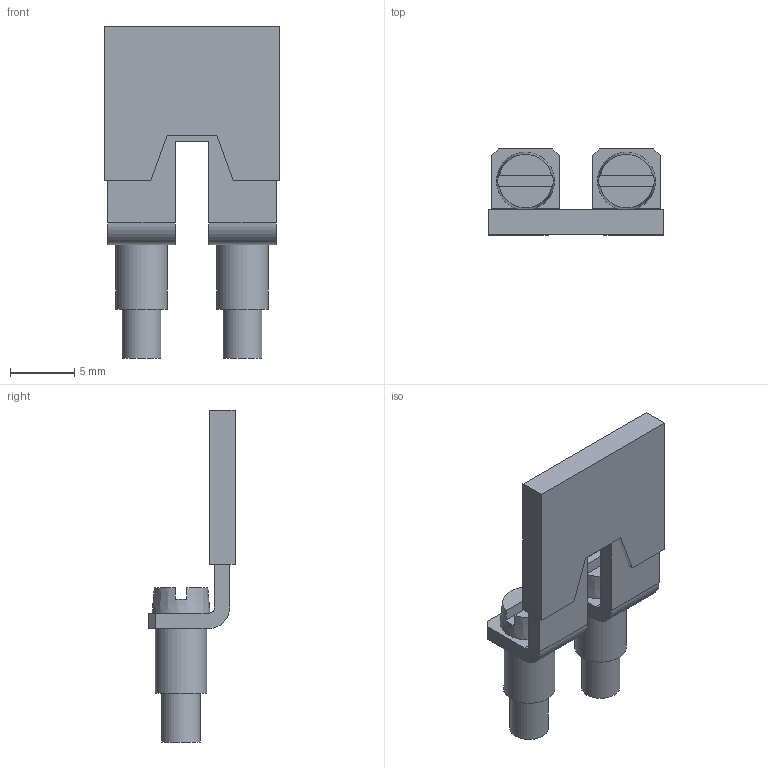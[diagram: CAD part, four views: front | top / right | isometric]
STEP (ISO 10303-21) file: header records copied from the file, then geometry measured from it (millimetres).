
FILE_DESCRIPTION(/* description */ (''),/* implementation_level */ '2;1');
FILE_NAME(/* name */ '2750_2_QI_2_RK_6-10.stp',/* time_stamp */ '2020-04-28T15:50:41+02:00',/* author */ (''),/* organization */ (''),/* preprocessor_version */ 'ST-DEVELOPER v16.7',/* originating_system */ 'SIEMENS PLM Software NX 12.0',/* authorisation */ '');
FILE_SCHEMA (('AUTOMOTIVE_DESIGN { 1 0 10303 214 3 1 1 1 }'));
Length unit declared in the file: millimetre
Products named in the file (5): 99127.5; 99128.0; 99127.9; 99126.3; 2750_2_QI_2_RK_6-10
Assembly tree (6 placements, depth 2):
  2750_2_QI_2_RK_6-10
    99126.3
    99127.9  x2
    99128.0  x2
    99127.5
Bounding box: 13.6 x 6.7 x 25.8 mm (x, y, z)
Volume: 797.2 mm3; surface area: 1533.5 mm2
Topology: 6 solids, 6 shells, 66 faces, 152 edges, 102 vertices
Faces by surface type: plane 50, cylinder 14, cone 2
Full cylindrical faces by diameter (mm): 2.6 x2, 2.8 x2, 3 x2, 3.3 x2, 4 x2
Entity records: 1602 total; most frequent: CARTESIAN_POINT 278, DIRECTION 252, ORIENTED_EDGE 230, EDGE_CURVE 115, LINE 86, VECTOR 86, AXIS2_PLACEMENT_3D 83, VERTEX_POINT 81
